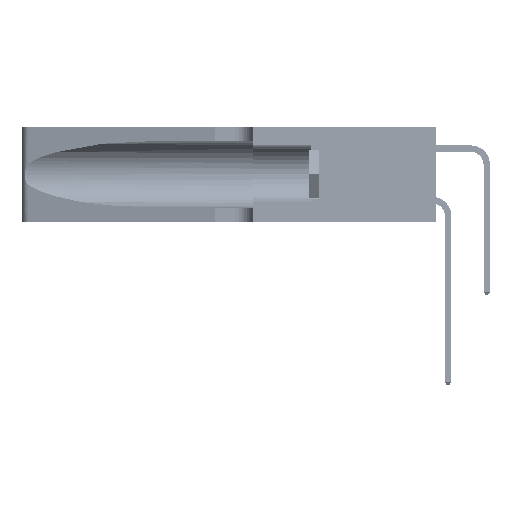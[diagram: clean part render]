
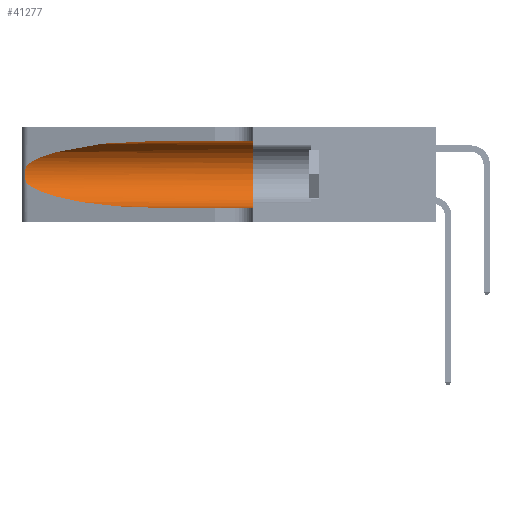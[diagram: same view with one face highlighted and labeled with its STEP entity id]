
A CAD part, left-side view. The second image highlights one B-rep face of the part: STEP entity #41277.
In plain terms, the highlighted cylindrical face has radius 3.308 mm (diameter 6.617 mm), a partial arc.
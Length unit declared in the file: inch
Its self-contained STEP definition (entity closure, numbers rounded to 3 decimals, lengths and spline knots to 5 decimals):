
#52 =( BOUNDED_CURVE ( )  B_SPLINE_CURVE ( 3, ( #25764, #48022, #29590, #6570 ),
 .UNSPECIFIED., .F., .T. ) 
 B_SPLINE_CURVE_WITH_KNOTS ( ( 4, 4 ),
 ( 3.44316, 4.71239 ),
 .UNSPECIFIED. ) 
 CURVE ( )  GEOMETRIC_REPRESENTATION_ITEM ( )  RATIONAL_B_SPLINE_CURVE ( ( 1., 0.87, 0.87, 1. ) ) 
 REPRESENTATION_ITEM ( '' )  );
#445 = CARTESIAN_POINT ( 'NONE',  ( 0.26018, 1.23835, 0.19895 ) ) ;
#800 = LINE ( 'NONE', #13766, #20159 ) ;
#1530 = CARTESIAN_POINT ( 'NONE',  ( 0.18966, 0.96281, 0.31525 ) ) ;
#1893 = VERTEX_POINT ( 'NONE', #14369 ) ;
#2360 = DIRECTION ( 'NONE',  ( 0., -1., 0. ) ) ;
#3389 = ORIENTED_EDGE ( 'NONE', *, *, #19153, .T. ) ;
#4347 = EDGE_CURVE ( 'NONE', #16479, #1893, #30609, .T. ) ;
#4379 = CARTESIAN_POINT ( 'NONE',  ( 0.26075, 1.23896, 0.178 ) ) ;
#4587 = CARTESIAN_POINT ( 'NONE',  ( 0.1305, 0.35, 0.05475 ) ) ;
#4908 = AXIS2_PLACEMENT_3D ( 'NONE', #17315, #43738, #21175 ) ;
#5010 = ORIENTED_EDGE ( 'NONE', *, *, #4347, .T. ) ;
#5365 =( BOUNDED_CURVE ( )  B_SPLINE_CURVE ( 3, ( #32292, #1530, #13296, #39812 ),
 .UNSPECIFIED., .F., .F. ) 
 B_SPLINE_CURVE_WITH_KNOTS ( ( 4, 4 ),
 ( 1.5708, 2.84003 ),
 .UNSPECIFIED. ) 
 CURVE ( )  GEOMETRIC_REPRESENTATION_ITEM ( )  RATIONAL_B_SPLINE_CURVE ( ( 1., 0.87, 0.87, 1. ) ) 
 REPRESENTATION_ITEM ( '' )  );
#5748 = CARTESIAN_POINT ( 'NONE',  ( 0.1305, 0.72297, 0.05475 ) ) ;
#6570 = CARTESIAN_POINT ( 'NONE',  ( 0.1305, 0.72297, 0.05475 ) ) ;
#8114 = CARTESIAN_POINT ( 'NONE',  ( 0.25487, 1.22718, 0.22369 ) ) ;
#8292 = CARTESIAN_POINT ( 'NONE',  ( 0.25856, 1.23593, 0.16098 ) ) ;
#9746 = VERTEX_POINT ( 'NONE', #28814 ) ;
#10188 = VERTEX_POINT ( 'NONE', #5748 ) ;
#11427 = CIRCLE ( 'NONE', #4908, 0.13025 ) ;
#12229 = CARTESIAN_POINT ( 'NONE',  ( 0.25639, 1.23186, 0.15144 ) ) ;
#13296 = CARTESIAN_POINT ( 'NONE',  ( 0.2373, 1.15595, 0.28018 ) ) ;
#13766 = CARTESIAN_POINT ( 'NONE',  ( 0.1305, 1.61858, 0.05475 ) ) ;
#14369 = CARTESIAN_POINT ( 'NONE',  ( 0.25487, 1.22718, 0.14631 ) ) ;
#14517 = ORIENTED_EDGE ( 'NONE', *, *, #17618, .F. ) ;
#15327 = FACE_OUTER_BOUND ( 'NONE', #28450, .T. ) ;
#16042 = CARTESIAN_POINT ( 'NONE',  ( 0.25487, 1.22718, 0.14631 ) ) ;
#16479 = VERTEX_POINT ( 'NONE', #24937 ) ;
#17315 = CARTESIAN_POINT ( 'NONE',  ( 0.1305, 0.35, 0.185 ) ) ;
#17618 = EDGE_CURVE ( 'NONE', #9746, #29366, #17751, .T. ) ;
#17751 = LINE ( 'NONE', #42942, #27917 ) ;
#19153 = EDGE_CURVE ( 'NONE', #1893, #10188, #52, .T. ) ;
#19735 = CARTESIAN_POINT ( 'NONE',  ( 0.25639, 1.23184, 0.21858 ) ) ;
#20159 = VECTOR ( 'NONE', #2360, 39.37008 ) ;
#20344 = DIRECTION ( 'NONE',  ( 0., -1., 0. ) ) ;
#20593 = DIRECTION ( 'NONE',  ( 0., -1., 0. ) ) ;
#21175 = DIRECTION ( 'NONE',  ( 0., 0., 1. ) ) ;
#21966 = EDGE_CURVE ( 'NONE', #29366, #23962, #11427, .T. ) ;
#23597 = CARTESIAN_POINT ( 'NONE',  ( 0.25854, 1.2359, 0.20912 ) ) ;
#23962 = VERTEX_POINT ( 'NONE', #4587 ) ;
#24290 = CARTESIAN_POINT ( 'NONE',  ( 0.1305, 1.61858, 0.185 ) ) ;
#24937 = CARTESIAN_POINT ( 'NONE',  ( 0.25487, 1.22718, 0.22369 ) ) ;
#25764 = CARTESIAN_POINT ( 'NONE',  ( 0.25487, 1.22718, 0.14631 ) ) ;
#25859 = ORIENTED_EDGE ( 'NONE', *, *, #42571, .T. ) ;
#27436 = CARTESIAN_POINT ( 'NONE',  ( 0.26075, 1.23896, 0.19203 ) ) ;
#27917 = VECTOR ( 'NONE', #20344, 39.37008 ) ;
#28450 = EDGE_LOOP ( 'NONE', ( #25859, #5010, #3389, #36620, #38437, #14517 ) ) ;
#28814 = CARTESIAN_POINT ( 'NONE',  ( 0.1305, 0.72297, 0.31525 ) ) ;
#29366 = VERTEX_POINT ( 'NONE', #29539 ) ;
#29539 = CARTESIAN_POINT ( 'NONE',  ( 0.1305, 0.35, 0.31525 ) ) ;
#29590 = CARTESIAN_POINT ( 'NONE',  ( 0.18966, 0.96281, 0.05475 ) ) ;
#30609 = B_SPLINE_CURVE_WITH_KNOTS ( 'NONE', 3,
 ( #8114, #38619, #19735, #46066, #23597, #445, #27436, #4379, #31243, #8292, #35016, #12229, #38785, #16042 ),
 .UNSPECIFIED., .F., .F.,
 ( 4, 2, 2, 2, 2, 2, 4 ),
 ( 0., 0.00027, 0.00053, 0.00107, 0.0016, 0.00187, 0.00214 ),
 .UNSPECIFIED. ) ;
#31243 = CARTESIAN_POINT ( 'NONE',  ( 0.26017, 1.23833, 0.17102 ) ) ;
#31745 = AXIS2_PLACEMENT_3D ( 'NONE', #24290, #20593, #46903 ) ;
#32292 = CARTESIAN_POINT ( 'NONE',  ( 0.1305, 0.72297, 0.31525 ) ) ;
#34382 = CYLINDRICAL_SURFACE ( 'NONE', #31745, 0.13025 ) ;
#35016 = CARTESIAN_POINT ( 'NONE',  ( 0.25789, 1.23486, 0.15765 ) ) ;
#36620 = ORIENTED_EDGE ( 'NONE', *, *, #38586, .T. ) ;
#38437 = ORIENTED_EDGE ( 'NONE', *, *, #21966, .F. ) ;
#38586 = EDGE_CURVE ( 'NONE', #10188, #23962, #800, .T. ) ;
#38619 = CARTESIAN_POINT ( 'NONE',  ( 0.25555, 1.22994, 0.2215 ) ) ;
#38785 = CARTESIAN_POINT ( 'NONE',  ( 0.25555, 1.22993, 0.14849 ) ) ;
#39812 = CARTESIAN_POINT ( 'NONE',  ( 0.25487, 1.22718, 0.22369 ) ) ;
#41277 = ADVANCED_FACE ( 'NONE', ( #15327 ), #34382, .F. ) ;
#42571 = EDGE_CURVE ( 'NONE', #9746, #16479, #5365, .T. ) ;
#42942 = CARTESIAN_POINT ( 'NONE',  ( 0.1305, 1.61858, 0.31525 ) ) ;
#43738 = DIRECTION ( 'NONE',  ( 0., 1., 0. ) ) ;
#46066 = CARTESIAN_POINT ( 'NONE',  ( 0.25787, 1.23484, 0.2124 ) ) ;
#46903 = DIRECTION ( 'NONE',  ( 0., 0., -1. ) ) ;
#48022 = CARTESIAN_POINT ( 'NONE',  ( 0.2373, 1.15595, 0.08982 ) ) ;
